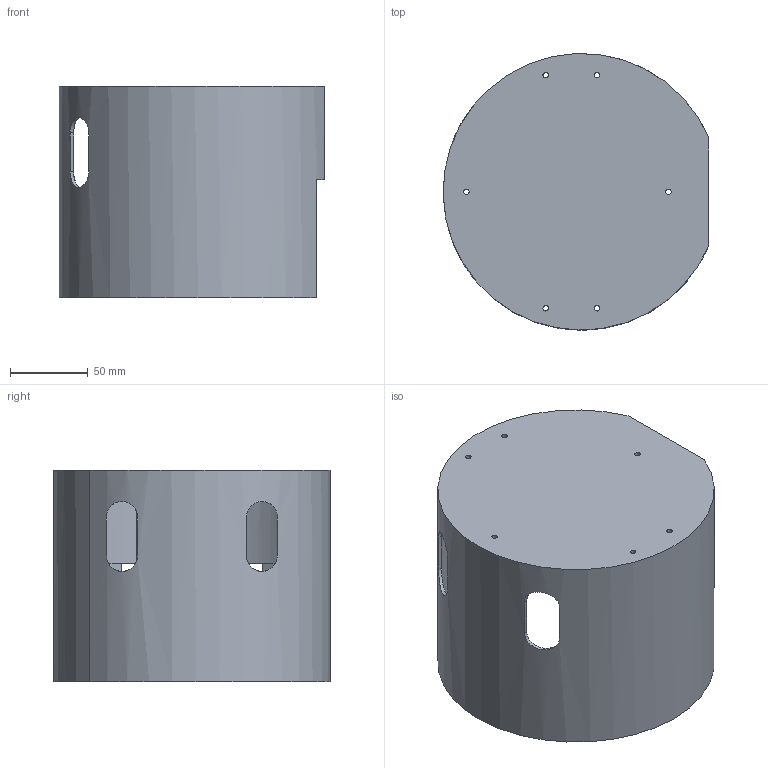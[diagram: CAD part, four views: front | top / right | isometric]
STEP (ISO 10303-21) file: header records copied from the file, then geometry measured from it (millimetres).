
FILE_DESCRIPTION(('HOOPS Exchange Step'),'2;1');
FILE_NAME('temp_export','2024-01-27T21:36:16+00:00',('l1234'),('Shapr3D Limited'),'HOOPS Exchange 2023.2','Shapr3D','Authorized');
FILE_SCHEMA( ('AUTOMOTIVE_DESIGN { 1 0 10303 214 1 1 1 1 }') );
Length unit declared in the file: millimetre
Products named in the file (3): shell_2017_默认 (1); temp_import.STEP (1); root
Assembly tree (2 placements, depth 3):
  root
    temp_import.STEP (1)
      shell_2017_默认 (1)
Bounding box: 170.97 x 177.9 x 136 mm (x, y, z)
Volume: 210659.5 mm3; surface area: 183900.6 mm2
Topology: 1 solids, 1 shells, 77 faces, 238 edges, 162 vertices
Faces by surface type: plane 39, cylinder 32, torus 6
Full cylindrical faces by diameter (mm): 3.2 x4, 3.5 x6
Entity records: 4401 total; most frequent: CARTESIAN_POINT 2139, ORIENTED_EDGE 476, DIRECTION 456, EDGE_CURVE 238, AXIS2_PLACEMENT_3D 176, VERTEX_POINT 162, VECTOR 104, LINE 104
